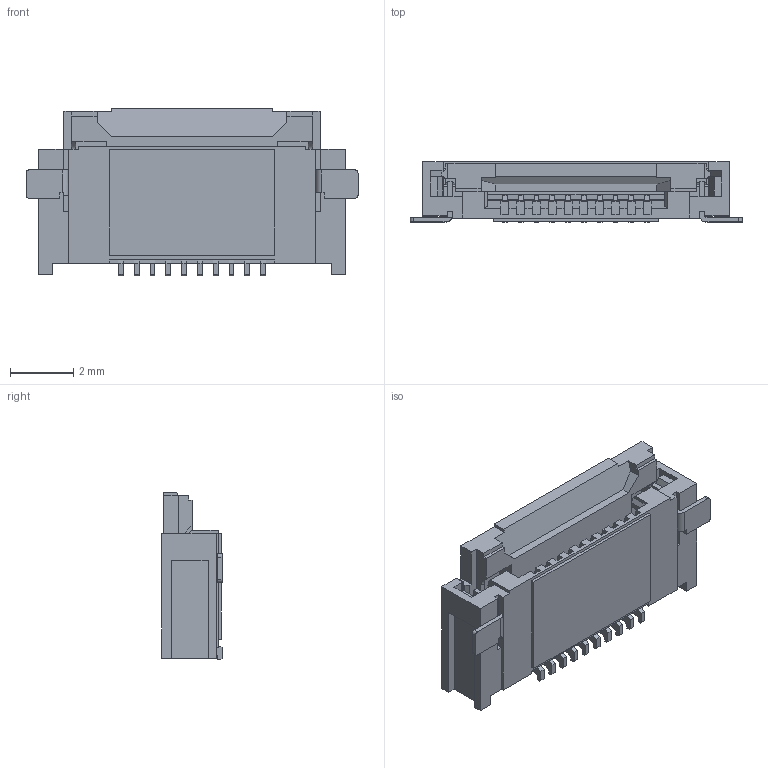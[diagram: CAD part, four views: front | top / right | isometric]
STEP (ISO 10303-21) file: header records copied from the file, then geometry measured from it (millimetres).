
FILE_DESCRIPTION((''),'2;1');
FILE_NAME('5051101092','2019-02-19T',('gga'),(''),'PRO/ENGINEER BY PARAMETRIC TECHNOLOGY CORPORATION, 2016010','PRO/ENGINEER BY PARAMETRIC TECHNOLOGY CORPORATION, 2016010','');
FILE_SCHEMA(('CONFIG_CONTROL_DESIGN'));
Length unit declared in the file: millimetre
Products named in the file (1): 5051101092
Bounding box: 10.5 x 1.9 x 5.3 mm (x, y, z)
Volume: 56.5 mm3; surface area: 243.3 mm2
Topology: 1 solids, 1 shells, 635 faces, 1964 edges, 1312 vertices
Faces by surface type: plane 590, cylinder 45
Entity records: 21508 total; most frequent: CARTESIAN_POINT 3879, ORIENTED_EDGE 3832, DIRECTION 3346, EDGE_CURVE 1916, VECTOR 1850, LINE 1850, VERTEX_POINT 1264, AXIS2_PLACEMENT_3D 748
